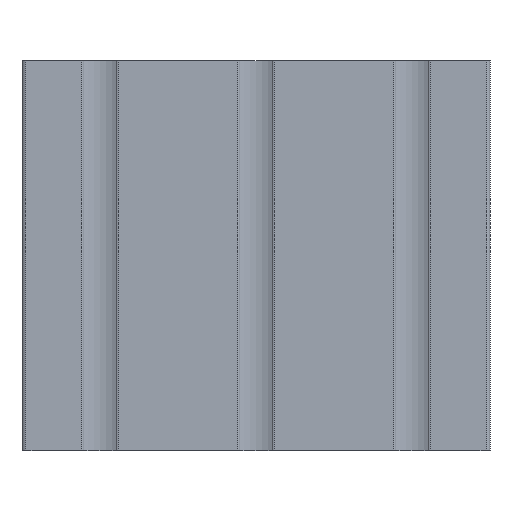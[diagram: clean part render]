
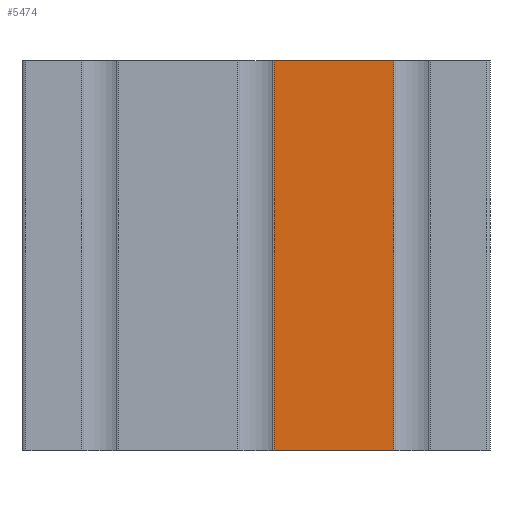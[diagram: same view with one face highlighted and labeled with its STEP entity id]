
A CAD part, front view. The second image highlights one B-rep face of the part: STEP entity #5474.
In plain terms, the highlighted planar face has unit normal (0, -1, 0).
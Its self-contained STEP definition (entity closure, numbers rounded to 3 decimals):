
#5416=CARTESIAN_POINT('',(160.256,34.435,100.0));
#5417=VERTEX_POINT('',#5416);
#5425=CARTESIAN_POINT('',(160.256,34.435,0.0));
#5426=VERTEX_POINT('',#5425);
#5427=CARTESIAN_POINT('',(160.256,34.435,0.0));
#5428=DIRECTION('',(0.0,0.0,1.0));
#5429=VECTOR('',#5428,100.0);
#5430=LINE('',#5427,#5429);
#5431=EDGE_CURVE('',#5426,#5417,#5430,.T.);
#5444=CARTESIAN_POINT('',(160.256,34.435,0.0));
#5445=DIRECTION('',(0.0,-1.0,0.0));
#5446=DIRECTION('',(0.0,0.0,-1.0));
#5447=AXIS2_PLACEMENT_3D('',#5444,#5445,#5446);
#5448=PLANE('',#5447);
#5449=CARTESIAN_POINT('',(129.556,34.435,100.0));
#5450=VERTEX_POINT('',#5449);
#5451=CARTESIAN_POINT('',(160.256,34.435,100.0));
#5452=DIRECTION('',(-1.0,0.0,0.0));
#5453=VECTOR('',#5452,30.7);
#5454=LINE('',#5451,#5453);
#5455=EDGE_CURVE('',#5417,#5450,#5454,.T.);
#5456=ORIENTED_EDGE('',*,*,#5455,.T.);
#5457=CARTESIAN_POINT('',(129.556,34.435,0.0));
#5458=VERTEX_POINT('',#5457);
#5459=CARTESIAN_POINT('',(129.556,34.435,0.0));
#5460=DIRECTION('',(0.0,0.0,1.0));
#5461=VECTOR('',#5460,100.0);
#5462=LINE('',#5459,#5461);
#5463=EDGE_CURVE('',#5458,#5450,#5462,.T.);
#5464=ORIENTED_EDGE('',*,*,#5463,.F.);
#5465=CARTESIAN_POINT('',(160.256,34.435,0.0));
#5466=DIRECTION('',(-1.0,0.0,0.0));
#5467=VECTOR('',#5466,30.7);
#5468=LINE('',#5465,#5467);
#5469=EDGE_CURVE('',#5426,#5458,#5468,.T.);
#5470=ORIENTED_EDGE('',*,*,#5469,.F.);
#5471=ORIENTED_EDGE('',*,*,#5431,.T.);
#5472=EDGE_LOOP('',(#5456,#5464,#5470,#5471));
#5473=FACE_OUTER_BOUND('',#5472,.T.);
#5474=ADVANCED_FACE('',(#5473),#5448,.T.);
